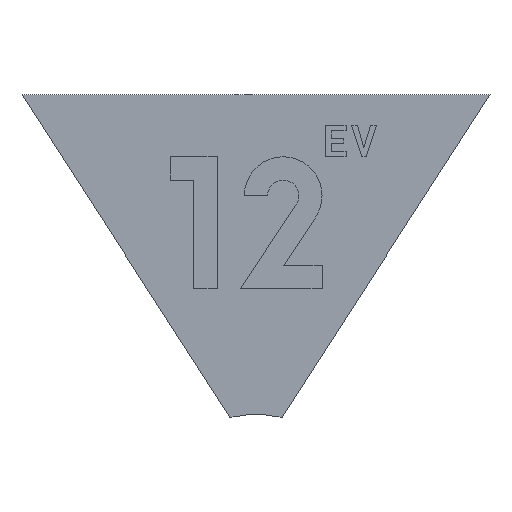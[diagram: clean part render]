
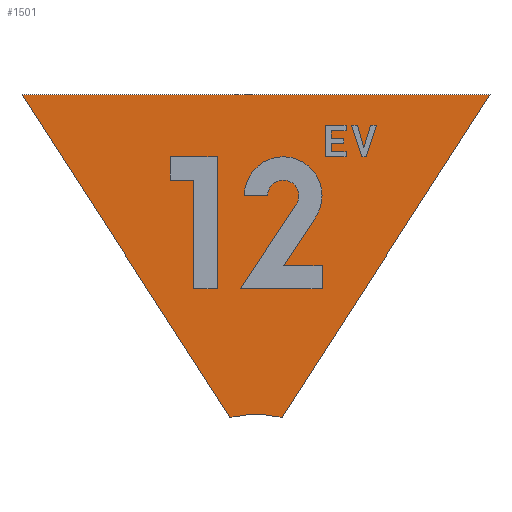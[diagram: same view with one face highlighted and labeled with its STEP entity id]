
A CAD part, top view. The second image highlights one B-rep face of the part: STEP entity #1501.
In plain terms, the highlighted planar face has unit normal (0, 0, 1).
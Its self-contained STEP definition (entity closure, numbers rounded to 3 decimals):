
#41 = EDGE_LOOP ( 'NONE', ( #952, #888, #1498, #144 ) ) ;
#86 = VECTOR ( 'NONE', #1025, 1000. ) ;
#125 = CARTESIAN_POINT ( 'NONE',  ( 30.1, 0., 1. ) ) ;
#144 = ORIENTED_EDGE ( 'NONE', *, *, #829, .T. ) ;
#161 = CARTESIAN_POINT ( 'NONE',  ( -30.1, 0., 1. ) ) ;
#240 = LINE ( 'NONE', #249, #86 ) ;
#249 = CARTESIAN_POINT ( 'NONE',  ( -30.1, 0., 1. ) ) ;
#317 = AXIS2_PLACEMENT_3D ( 'NONE', #161, #611, #1412 ) ;
#380 = DIRECTION ( 'NONE',  ( -1., 0., 0. ) ) ;
#397 = EDGE_CURVE ( 'NONE', #1138, #1133, #240, .T. ) ;
#398 = FACE_OUTER_BOUND ( 'NONE', #41, .T. ) ;
#399 = LINE ( 'NONE', #1103, #913 ) ;
#401 = VERTEX_POINT ( 'NONE', #125 ) ;
#505 = EDGE_CURVE ( 'NONE', #401, #1138, #1311, .T. ) ;
#569 = EDGE_CURVE ( 'NONE', #1133, #1301, #975, .T. ) ;
#611 = DIRECTION ( 'NONE',  ( 0., 0., 1. ) ) ;
#617 = DIRECTION ( 'NONE',  ( 0.541, 0.841, 0. ) ) ;
#668 = CARTESIAN_POINT ( 'NONE',  ( 3.35, -41.531, 1. ) ) ;
#829 = EDGE_CURVE ( 'NONE', #1301, #401, #399, .T. ) ;
#845 = CARTESIAN_POINT ( 'NONE',  ( 30.1, 0., 1. ) ) ;
#852 = DIRECTION ( 'NONE',  ( 0., 0., -1. ) ) ;
#853 = PLANE ( 'NONE',  #317 ) ;
#856 = CARTESIAN_POINT ( 'NONE',  ( -30.1, 0., 1. ) ) ;
#888 = ORIENTED_EDGE ( 'NONE', *, *, #397, .T. ) ;
#913 = VECTOR ( 'NONE', #617, 1000. ) ;
#952 = ORIENTED_EDGE ( 'NONE', *, *, #505, .T. ) ;
#954 = VECTOR ( 'NONE', #380, 1000. ) ;
#958 = CARTESIAN_POINT ( 'NONE',  ( 0., -56.152, 1. ) ) ;
#975 = CIRCLE ( 'NONE', #1149, 15. ) ;
#978 = CARTESIAN_POINT ( 'NONE',  ( -3.35, -41.531, 1. ) ) ;
#1025 = DIRECTION ( 'NONE',  ( 0.541, -0.841, 0. ) ) ;
#1103 = CARTESIAN_POINT ( 'NONE',  ( 3.35, -41.531, 1. ) ) ;
#1133 = VERTEX_POINT ( 'NONE', #978 ) ;
#1138 = VERTEX_POINT ( 'NONE', #856 ) ;
#1149 = AXIS2_PLACEMENT_3D ( 'NONE', #958, #852, #1428 ) ;
#1301 = VERTEX_POINT ( 'NONE', #668 ) ;
#1311 = LINE ( 'NONE', #845, #954 ) ;
#1412 = DIRECTION ( 'NONE',  ( 1., 0., 0. ) ) ;
#1428 = DIRECTION ( 'NONE',  ( -1., 0., 0. ) ) ;
#1498 = ORIENTED_EDGE ( 'NONE', *, *, #569, .T. ) ;
#1501 = ADVANCED_FACE ( 'NONE', ( #398 ), #853, .T. ) ;
